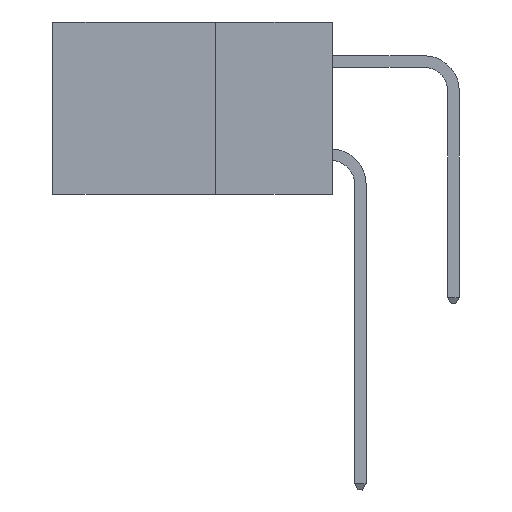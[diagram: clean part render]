
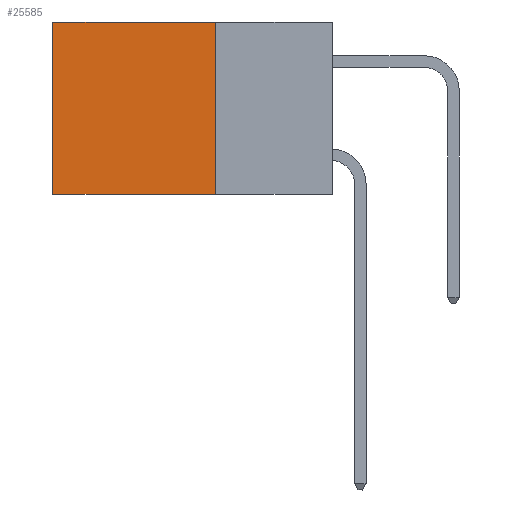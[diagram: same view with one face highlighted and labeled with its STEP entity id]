
A CAD part, left-side view. The second image highlights one B-rep face of the part: STEP entity #25585.
In plain terms, the highlighted planar face has unit normal (-1, 0, 0).
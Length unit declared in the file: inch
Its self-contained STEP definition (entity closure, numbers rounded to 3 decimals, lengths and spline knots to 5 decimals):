
#250 = CARTESIAN_POINT ( 'NONE',  ( 0.298, 0.25, -0.37 ) ) ;
#2094 = VERTEX_POINT ( 'NONE', #16981 ) ;
#2098 = VERTEX_POINT ( 'NONE', #9094 ) ;
#3782 = ORIENTED_EDGE ( 'NONE', *, *, #23486, .T. ) ;
#3961 = EDGE_CURVE ( 'NONE', #11058, #2094, #13496, .T. ) ;
#4366 = PLANE ( 'NONE',  #11818 ) ;
#5474 = CARTESIAN_POINT ( 'NONE',  ( 0.298, 0.25, 0. ) ) ;
#5839 = LINE ( 'NONE', #250, #25227 ) ;
#5859 = DIRECTION ( 'NONE',  ( 0., 0., -1. ) ) ;
#7108 = EDGE_CURVE ( 'NONE', #2094, #2098, #5839, .T. ) ;
#7857 = VECTOR ( 'NONE', #5859, 39.37008 ) ;
#9094 = CARTESIAN_POINT ( 'NONE',  ( 0.298, 0.6, -0.37 ) ) ;
#9383 = DIRECTION ( 'NONE',  ( 0., 1., 0. ) ) ;
#9926 = DIRECTION ( 'NONE',  ( 0., 1., 0. ) ) ;
#11058 = VERTEX_POINT ( 'NONE', #16830 ) ;
#11069 = VECTOR ( 'NONE', #11676, 39.37008 ) ;
#11186 = VECTOR ( 'NONE', #9383, 39.37008 ) ;
#11494 = ORIENTED_EDGE ( 'NONE', *, *, #3961, .F. ) ;
#11676 = DIRECTION ( 'NONE',  ( 0., 0., -1. ) ) ;
#11818 = AXIS2_PLACEMENT_3D ( 'NONE', #23005, #25754, #18760 ) ;
#13496 = LINE ( 'NONE', #15379, #7857 ) ;
#15379 = CARTESIAN_POINT ( 'NONE',  ( 0.298, 0.25, 0. ) ) ;
#16391 = LINE ( 'NONE', #21825, #11069 ) ;
#16830 = CARTESIAN_POINT ( 'NONE',  ( 0.298, 0.25, 0. ) ) ;
#16981 = CARTESIAN_POINT ( 'NONE',  ( 0.298, 0.25, -0.37 ) ) ;
#17217 = ORIENTED_EDGE ( 'NONE', *, *, #7108, .F. ) ;
#18760 = DIRECTION ( 'NONE',  ( 0., 0., -1. ) ) ;
#19761 = FACE_OUTER_BOUND ( 'NONE', #21436, .T. ) ;
#20395 = EDGE_CURVE ( 'NONE', #11058, #21734, #21981, .T. ) ;
#20457 = ORIENTED_EDGE ( 'NONE', *, *, #20395, .T. ) ;
#21436 = EDGE_LOOP ( 'NONE', ( #3782, #17217, #11494, #20457 ) ) ;
#21734 = VERTEX_POINT ( 'NONE', #22605 ) ;
#21825 = CARTESIAN_POINT ( 'NONE',  ( 0.298, 0.6, 0. ) ) ;
#21981 = LINE ( 'NONE', #5474, #11186 ) ;
#22605 = CARTESIAN_POINT ( 'NONE',  ( 0.298, 0.6, 0. ) ) ;
#23005 = CARTESIAN_POINT ( 'NONE',  ( 0.298, 0.25, 0. ) ) ;
#23486 = EDGE_CURVE ( 'NONE', #21734, #2098, #16391, .T. ) ;
#25227 = VECTOR ( 'NONE', #9926, 39.37008 ) ;
#25585 = ADVANCED_FACE ( 'NONE', ( #19761 ), #4366, .F. ) ;
#25754 = DIRECTION ( 'NONE',  ( 1., 0., 0. ) ) ;
